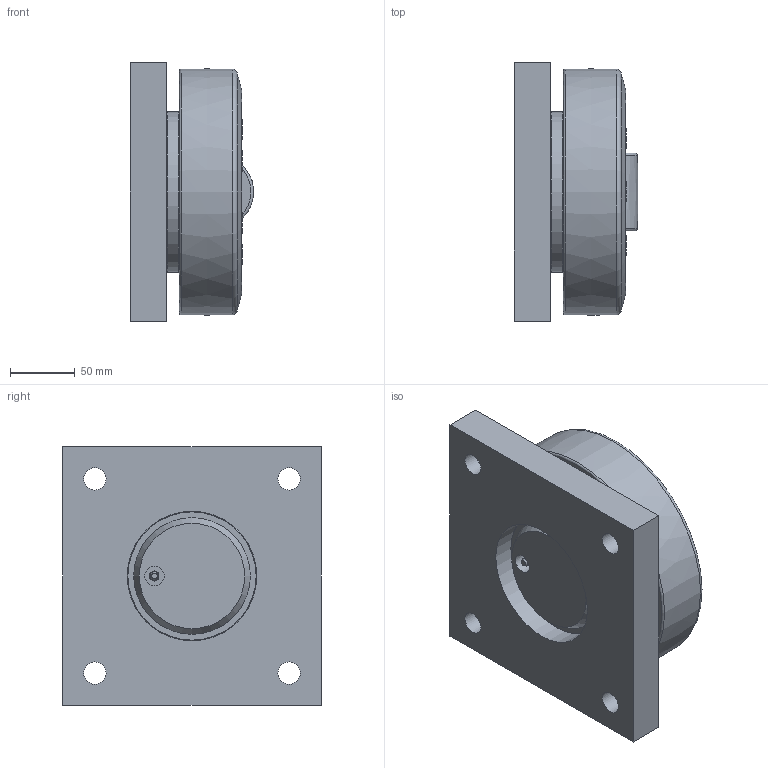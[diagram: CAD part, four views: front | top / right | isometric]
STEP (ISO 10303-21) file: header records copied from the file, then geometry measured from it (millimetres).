
FILE_DESCRIPTION(/* description */ ('-'),/* implementation_level */ '2;1');
FILE_NAME(/* name */ 'ALFATEC_MR190-0610BQ1000.stp',/* time_stamp */ '2021-02-10T08:30:36+01:00',/* author */ ('kstaebler'),/* organization */ (''),/* preprocessor_version */ 'ST-DEVELOPER v18.1',/* originating_system */ 'Autodesk Inventor 2020',/* authorisation */ '');
FILE_SCHEMA (('AUTOMOTIVE_DESIGN { 1 0 10303 214 3 1 1 }'));
Length unit declared in the file: millimetre
Products named in the file (1): MR 190.0610 BQ1000_Kontur
Bounding box: 95.44 x 200 x 200 mm (x, y, z)
Volume: 2134881.3 mm3; surface area: 277871.2 mm2
Topology: 1 solids, 1 shells, 288 faces, 796 edges, 519 vertices
Faces by surface type: plane 130, cylinder 79, cone 42, torus 26, bspline 6, sphere 5
Full cylindrical faces by diameter (mm): 2.5 x1, 3 x1, 4.917 x1, 8 x6, 8.5 x6, 15 x1, 15.6 x6, 17.294 x4, 90 x1, 100 x1, 109.9 x1, 110 x2, 120.7 x2, 124 x1, 133.7 x2, 134.7 x3, 146 x1
Entity records: 9951 total; most frequent: CARTESIAN_POINT 2086, DIRECTION 1630, ORIENTED_EDGE 1568, EDGE_CURVE 784, AXIS2_PLACEMENT_3D 638, VERTEX_POINT 519, LINE 354, VECTOR 354
